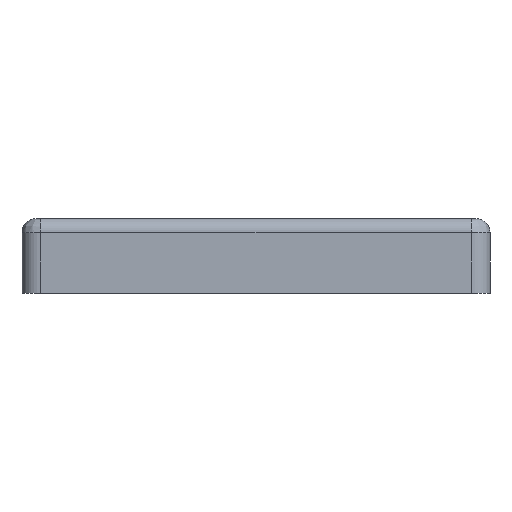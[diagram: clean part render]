
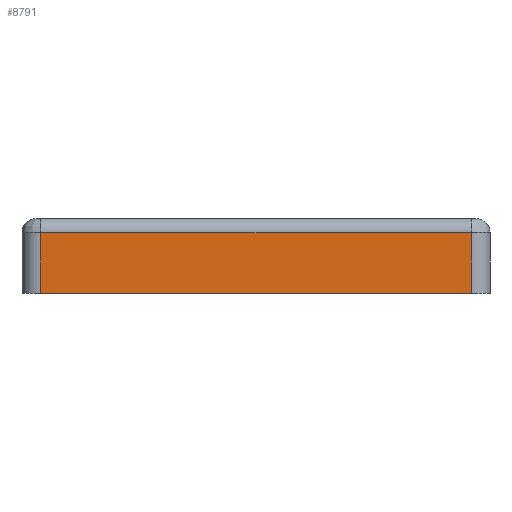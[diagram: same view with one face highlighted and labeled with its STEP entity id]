
A CAD part, front view. The second image highlights one B-rep face of the part: STEP entity #8791.
In plain terms, the highlighted planar face has unit normal (0, -1, 0).
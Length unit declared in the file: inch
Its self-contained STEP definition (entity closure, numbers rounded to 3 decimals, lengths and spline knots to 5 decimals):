
#187 = DIRECTION ( 'NONE',  ( 0., 0., 1. ) ) ;
#203 = VECTOR ( 'NONE', #7770, 39.37008 ) ;
#241 = CARTESIAN_POINT ( 'NONE',  ( 1.81102, -1.9685, 0.62992 ) ) ;
#449 = ORIENTED_EDGE ( 'NONE', *, *, #608, .F. ) ;
#608 = EDGE_CURVE ( 'NONE', #6043, #5288, #3627, .T. ) ;
#854 = ORIENTED_EDGE ( 'NONE', *, *, #4799, .F. ) ;
#1084 = VECTOR ( 'NONE', #10016, 39.37008 ) ;
#1386 = FACE_OUTER_BOUND ( 'NONE', #7934, .T. ) ;
#2833 = CARTESIAN_POINT ( 'NONE',  ( -1.9685, -1.9685, 0. ) ) ;
#3398 = ORIENTED_EDGE ( 'NONE', *, *, #7096, .F. ) ;
#3617 = CARTESIAN_POINT ( 'NONE',  ( 1.81102, -1.9685, 0. ) ) ;
#3627 = LINE ( 'NONE', #241, #5584 ) ;
#3658 = DIRECTION ( 'NONE',  ( 1., 0., 0. ) ) ;
#3965 = VERTEX_POINT ( 'NONE', #7534 ) ;
#4291 = CARTESIAN_POINT ( 'NONE',  ( -1.81102, -1.9685, 0.62992 ) ) ;
#4360 = LINE ( 'NONE', #6961, #10613 ) ;
#4799 = EDGE_CURVE ( 'NONE', #5288, #3965, #8729, .T. ) ;
#4815 = EDGE_CURVE ( 'NONE', #10574, #6043, #4360, .T. ) ;
#5159 = DIRECTION ( 'NONE',  ( 0., 1., 0. ) ) ;
#5288 = VERTEX_POINT ( 'NONE', #3617 ) ;
#5343 = CARTESIAN_POINT ( 'NONE',  ( 1.81102, -1.9685, 0.51181 ) ) ;
#5516 = LINE ( 'NONE', #4291, #1084 ) ;
#5540 = AXIS2_PLACEMENT_3D ( 'NONE', #10047, #5159, #187 ) ;
#5584 = VECTOR ( 'NONE', #6033, 39.37008 ) ;
#6033 = DIRECTION ( 'NONE',  ( 0., 0., -1. ) ) ;
#6043 = VERTEX_POINT ( 'NONE', #5343 ) ;
#6961 = CARTESIAN_POINT ( 'NONE',  ( -1.9685, -1.9685, 0.51181 ) ) ;
#7096 = EDGE_CURVE ( 'NONE', #3965, #10574, #5516, .T. ) ;
#7534 = CARTESIAN_POINT ( 'NONE',  ( -1.81102, -1.9685, 0. ) ) ;
#7770 = DIRECTION ( 'NONE',  ( -1., 0., 0. ) ) ;
#7934 = EDGE_LOOP ( 'NONE', ( #8971, #3398, #854, #449 ) ) ;
#8034 = CARTESIAN_POINT ( 'NONE',  ( -1.81102, -1.9685, 0.51181 ) ) ;
#8729 = LINE ( 'NONE', #2833, #203 ) ;
#8791 = ADVANCED_FACE ( 'NONE', ( #1386 ), #10013, .F. ) ;
#8971 = ORIENTED_EDGE ( 'NONE', *, *, #4815, .F. ) ;
#10013 = PLANE ( 'NONE',  #5540 ) ;
#10016 = DIRECTION ( 'NONE',  ( 0., 0., 1. ) ) ;
#10047 = CARTESIAN_POINT ( 'NONE',  ( -1.9685, -1.9685, 0.62992 ) ) ;
#10574 = VERTEX_POINT ( 'NONE', #8034 ) ;
#10613 = VECTOR ( 'NONE', #3658, 39.37008 ) ;
